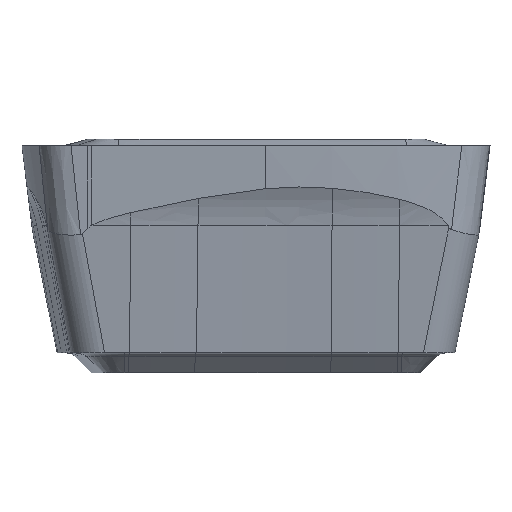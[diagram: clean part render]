
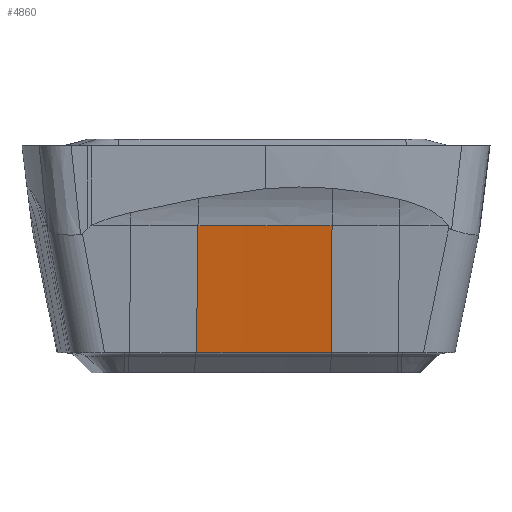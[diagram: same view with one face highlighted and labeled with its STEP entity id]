
A CAD part, left-side view. The second image highlights one B-rep face of the part: STEP entity #4860.
In plain terms, the highlighted conical face has half-angle 11 degrees and reference radius 50.659 mm.
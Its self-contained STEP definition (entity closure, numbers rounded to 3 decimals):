
#726=CARTESIAN_POINT('',(-53.655,-2.233,
-3.1));
#727=DIRECTION('',(0.,0.,-1.));
#728=DIRECTION('',(0.998,0.061,0.));
#729=AXIS2_PLACEMENT_3D('',#726,#727,#728);
#985=DIRECTION('',(-0.191,-0.004,0.982));
#986=VECTOR('',#985,1.936);
#987=CARTESIAN_POINT('',(-2.823,-1.129,
-3.1));
#988=LINE('',#987,#986);
#999=DIRECTION('',(-0.19,-0.012,0.982));
#1000=VECTOR('',#999,1.936);
#1001=CARTESIAN_POINT('',(-2.907,0.89,
-3.1));
#1002=LINE('',#1001,#1000);
#2107=CARTESIAN_POINT('',(-53.655,-2.233,
-1.2));
#2108=DIRECTION('',(0.,0.,1.));
#2109=DIRECTION('',(1.,0.022,0.));
#2110=AXIS2_PLACEMENT_3D('',#2107,#2108,#2109);
#3918=CARTESIAN_POINT('',(-2.907,0.89,
-3.1));
#3919=VERTEX_POINT('',#3918);
#3920=CARTESIAN_POINT('',(-2.823,-1.129,
-3.1));
#3921=VERTEX_POINT('',#3920);
#3977=CARTESIAN_POINT('',(-3.193,-1.137,
-1.2));
#3978=VERTEX_POINT('',#3977);
#3979=CARTESIAN_POINT('',(-3.276,0.868,
-1.2));
#3980=VERTEX_POINT('',#3979);
#4847=CARTESIAN_POINT('',(-53.655,-2.233,
-2.15));
#4848=DIRECTION('',(0.,0.,-1.));
#4849=DIRECTION('',(1.,0.022,0.));
#4850=AXIS2_PLACEMENT_3D('',#4847,#4848,#4849);
#4851=CONICAL_SURFACE('',#4850,50.659,11.);
#4852=ORIENTED_EDGE('',*,*,#4740,.F.);
#4854=ORIENTED_EDGE('',*,*,#4853,.T.);
#4856=ORIENTED_EDGE('',*,*,#4855,.F.);
#4857=ORIENTED_EDGE('',*,*,#4839,.F.);
#4858=EDGE_LOOP('',(#4852,#4854,#4856,#4857));
#4859=FACE_OUTER_BOUND('',#4858,.F.);
#730=CIRCLE('',#729,50.843);
#2111=CIRCLE('',#2110,50.474);
#4740=EDGE_CURVE('',#3919,#3921,#730,.T.);
#4839=EDGE_CURVE('',#3921,#3978,#988,.T.);
#4853=EDGE_CURVE('',#3919,#3980,#1002,.T.);
#4855=EDGE_CURVE('',#3978,#3980,#2111,.T.);
#4860=ADVANCED_FACE('',(#4859),#4851,.F.);
